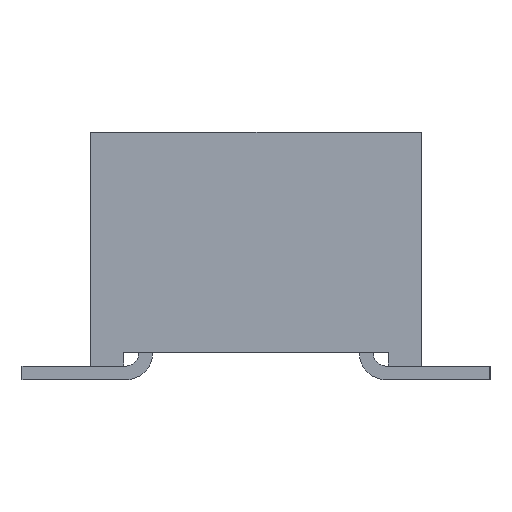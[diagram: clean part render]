
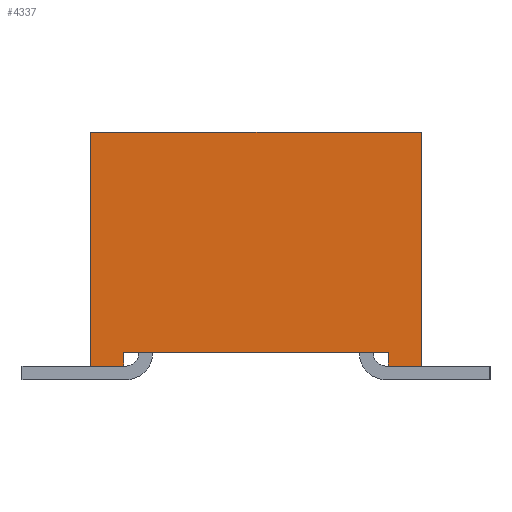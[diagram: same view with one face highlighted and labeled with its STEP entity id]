
A CAD part, left-side view. The second image highlights one B-rep face of the part: STEP entity #4337.
In plain terms, the highlighted planar face has unit normal (-1, 0, 0).
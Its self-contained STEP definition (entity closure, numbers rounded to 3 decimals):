
#4337 = ADVANCED_FACE('',(#4338),#4404,.F.);
#4338 = FACE_BOUND('',#4339,.T.);
#4339 = EDGE_LOOP('',(#4340,#4350,#4358,#4366,#4374,#4382,#4390,#4398));
#4340 = ORIENTED_EDGE('',*,*,#4341,.T.);
#4341 = EDGE_CURVE('',#4342,#4344,#4346,.T.);
#4342 = VERTEX_POINT('',#4343);
#4343 = CARTESIAN_POINT('',(-10.376,-1.219,0.277));
#4344 = VERTEX_POINT('',#4345);
#4345 = CARTESIAN_POINT('',(-10.376,-1.219,0.15));
#4346 = LINE('',#4347,#4348);
#4347 = CARTESIAN_POINT('',(-10.376,-1.219,0.277));
#4348 = VECTOR('',#4349,1.);
#4349 = DIRECTION('',(0.,0.,-1.));
#4350 = ORIENTED_EDGE('',*,*,#4351,.T.);
#4351 = EDGE_CURVE('',#4344,#4352,#4354,.T.);
#4352 = VERTEX_POINT('',#4353);
#4353 = CARTESIAN_POINT('',(-10.376,-1.524,0.15));
#4354 = LINE('',#4355,#4356);
#4355 = CARTESIAN_POINT('',(-10.376,1.524,0.15));
#4356 = VECTOR('',#4357,1.);
#4357 = DIRECTION('',(0.,-1.,0.));
#4358 = ORIENTED_EDGE('',*,*,#4359,.F.);
#4359 = EDGE_CURVE('',#4360,#4352,#4362,.T.);
#4360 = VERTEX_POINT('',#4361);
#4361 = CARTESIAN_POINT('',(-10.376,-1.524,2.309));
#4362 = LINE('',#4363,#4364);
#4363 = CARTESIAN_POINT('',(-10.376,-1.524,2.309));
#4364 = VECTOR('',#4365,1.);
#4365 = DIRECTION('',(0.,0.,-1.));
#4366 = ORIENTED_EDGE('',*,*,#4367,.F.);
#4367 = EDGE_CURVE('',#4368,#4360,#4370,.T.);
#4368 = VERTEX_POINT('',#4369);
#4369 = CARTESIAN_POINT('',(-10.376,1.524,2.309));
#4370 = LINE('',#4371,#4372);
#4371 = CARTESIAN_POINT('',(-10.376,1.524,2.309));
#4372 = VECTOR('',#4373,1.);
#4373 = DIRECTION('',(0.,-1.,0.));
#4374 = ORIENTED_EDGE('',*,*,#4375,.T.);
#4375 = EDGE_CURVE('',#4368,#4376,#4378,.T.);
#4376 = VERTEX_POINT('',#4377);
#4377 = CARTESIAN_POINT('',(-10.376,1.524,0.15));
#4378 = LINE('',#4379,#4380);
#4379 = CARTESIAN_POINT('',(-10.376,1.524,2.309));
#4380 = VECTOR('',#4381,1.);
#4381 = DIRECTION('',(0.,0.,-1.));
#4382 = ORIENTED_EDGE('',*,*,#4383,.T.);
#4383 = EDGE_CURVE('',#4376,#4384,#4386,.T.);
#4384 = VERTEX_POINT('',#4385);
#4385 = CARTESIAN_POINT('',(-10.376,1.219,0.15));
#4386 = LINE('',#4387,#4388);
#4387 = CARTESIAN_POINT('',(-10.376,1.524,0.15));
#4388 = VECTOR('',#4389,1.);
#4389 = DIRECTION('',(0.,-1.,0.));
#4390 = ORIENTED_EDGE('',*,*,#4391,.T.);
#4391 = EDGE_CURVE('',#4384,#4392,#4394,.T.);
#4392 = VERTEX_POINT('',#4393);
#4393 = CARTESIAN_POINT('',(-10.376,1.219,0.277));
#4394 = LINE('',#4395,#4396);
#4395 = CARTESIAN_POINT('',(-10.376,1.219,0.023));
#4396 = VECTOR('',#4397,1.);
#4397 = DIRECTION('',(0.,0.,1.));
#4398 = ORIENTED_EDGE('',*,*,#4399,.T.);
#4399 = EDGE_CURVE('',#4392,#4342,#4400,.T.);
#4400 = LINE('',#4401,#4402);
#4401 = CARTESIAN_POINT('',(-10.376,1.219,0.277));
#4402 = VECTOR('',#4403,1.);
#4403 = DIRECTION('',(0.,-1.,0.));
#4404 = PLANE('',#4405);
#4405 = AXIS2_PLACEMENT_3D('',#4406,#4407,#4408);
#4406 = CARTESIAN_POINT('',(-10.376,1.524,2.309));
#4407 = DIRECTION('',(1.,0.,0.));
#4408 = DIRECTION('',(0.,1.,0.));
